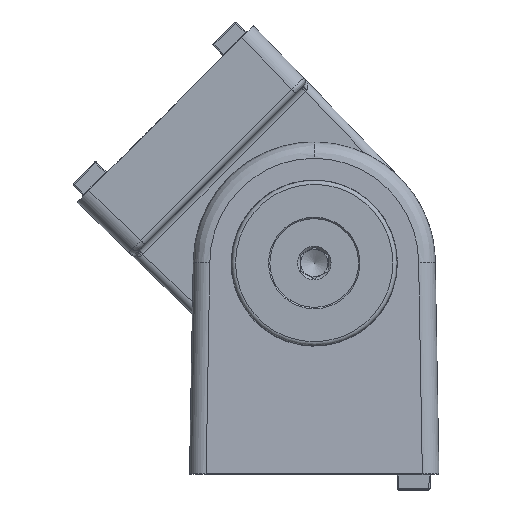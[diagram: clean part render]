
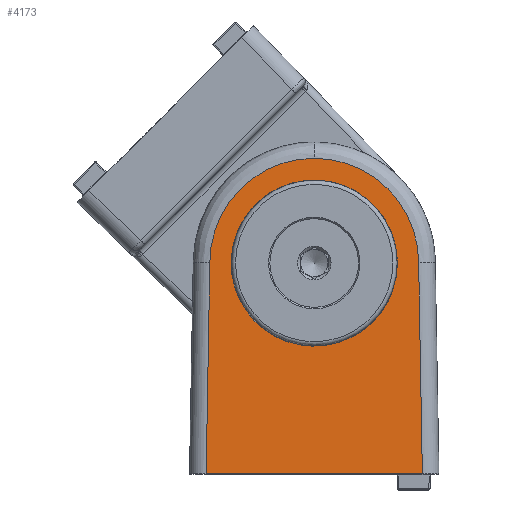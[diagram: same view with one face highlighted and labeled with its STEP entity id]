
A CAD part, top view. The second image highlights one B-rep face of the part: STEP entity #4173.
In plain terms, the highlighted planar face has unit normal (0, 0.018, 1).
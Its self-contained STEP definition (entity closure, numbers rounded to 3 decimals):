
#58=ELLIPSE('',#4530,14.991,14.988);
#60=ELLIPSE('',#4559,18.84,18.837);
#67=ELLIPSE('',#4604,18.84,18.837);
#190=FACE_BOUND('',#1155,.T.);
#831=FACE_OUTER_BOUND('',#1154,.T.);
#1154=EDGE_LOOP('',(#3316,#3317,#3318,#3319,#3320));
#1155=EDGE_LOOP('',(#3321));
#1475=LINE('',#7382,#1713);
#1498=LINE('',#7478,#1736);
#1499=LINE('',#7480,#1737);
#1713=VECTOR('',#5503,39.001);
#1736=VECTOR('',#5568,38.039);
#1737=VECTOR('',#5571,38.039);
#1936=VERTEX_POINT('',#6833);
#1962=VERTEX_POINT('',#7117);
#1963=VERTEX_POINT('',#7118);
#2014=VERTEX_POINT('',#7379);
#2015=VERTEX_POINT('',#7381);
#2047=VERTEX_POINT('',#7477);
#2385=EDGE_CURVE('',#1936,#1936,#58,.T.);
#2411=EDGE_CURVE('',#1962,#1963,#60,.T.);
#2473=EDGE_CURVE('',#2015,#2014,#1475,.T.);
#2515=EDGE_CURVE('',#2014,#2047,#1498,.T.);
#2516=EDGE_CURVE('',#2047,#1962,#67,.T.);
#2517=EDGE_CURVE('',#1963,#2015,#1499,.T.);
#3316=ORIENTED_EDGE('',*,*,#2473,.T.);
#3317=ORIENTED_EDGE('',*,*,#2515,.T.);
#3318=ORIENTED_EDGE('',*,*,#2516,.T.);
#3319=ORIENTED_EDGE('',*,*,#2411,.T.);
#3320=ORIENTED_EDGE('',*,*,#2517,.T.);
#3321=ORIENTED_EDGE('',*,*,#2385,.T.);
#3996=PLANE('',#4603);
#4173=ADVANCED_FACE('',(#831,#190),#3996,.F.);
#4530=AXIS2_PLACEMENT_3D('',#6834,#5353,#5354);
#4559=AXIS2_PLACEMENT_3D('',#7119,#5412,#5413);
#4603=AXIS2_PLACEMENT_3D('',#7476,#5566,#5567);
#4604=AXIS2_PLACEMENT_3D('',#7479,#5569,#5570);
#5353=DIRECTION('center_axis',(0.,-0.017,-1.));
#5354=DIRECTION('ref_axis',(0.,1.,-0.017));
#5412=DIRECTION('center_axis',(0.,0.017,1.));
#5413=DIRECTION('ref_axis',(0.,-1.,0.017));
#5503=DIRECTION('',(1.,0.,0.));
#5566=DIRECTION('center_axis',(0.,-0.017,-1.));
#5567=DIRECTION('ref_axis',(0.,1.,-0.017));
#5568=DIRECTION('',(-0.017,1.,-0.017));
#5569=DIRECTION('center_axis',(0.,0.017,
1.));
#5570=DIRECTION('ref_axis',(0.,-1.,0.017));
#5571=DIRECTION('',(-0.017,-1.,0.017));
#6833=CARTESIAN_POINT('',(14.988,38.,21.837));
#6834=CARTESIAN_POINT('Origin',(0.,37.995,
21.837));
#7117=CARTESIAN_POINT('',(0.,56.889,21.507));
#7118=CARTESIAN_POINT('',(-18.837,38.027,21.836));
#7119=CARTESIAN_POINT('Origin',(0.,38.052,21.836));
#7379=CARTESIAN_POINT('',(19.5,0.,22.5));
#7381=CARTESIAN_POINT('',(-19.5,0.,22.5));
#7382=CARTESIAN_POINT('',(22.5,0.,22.5));
#7476=CARTESIAN_POINT('Origin',(-25.,0.,22.5));
#7477=CARTESIAN_POINT('',(18.837,38.027,21.836));
#7478=CARTESIAN_POINT('',(19.487,0.776,22.486));
#7479=CARTESIAN_POINT('Origin',(0.,38.052,21.836));
#7480=CARTESIAN_POINT('',(-19.502,-0.096,22.502));
